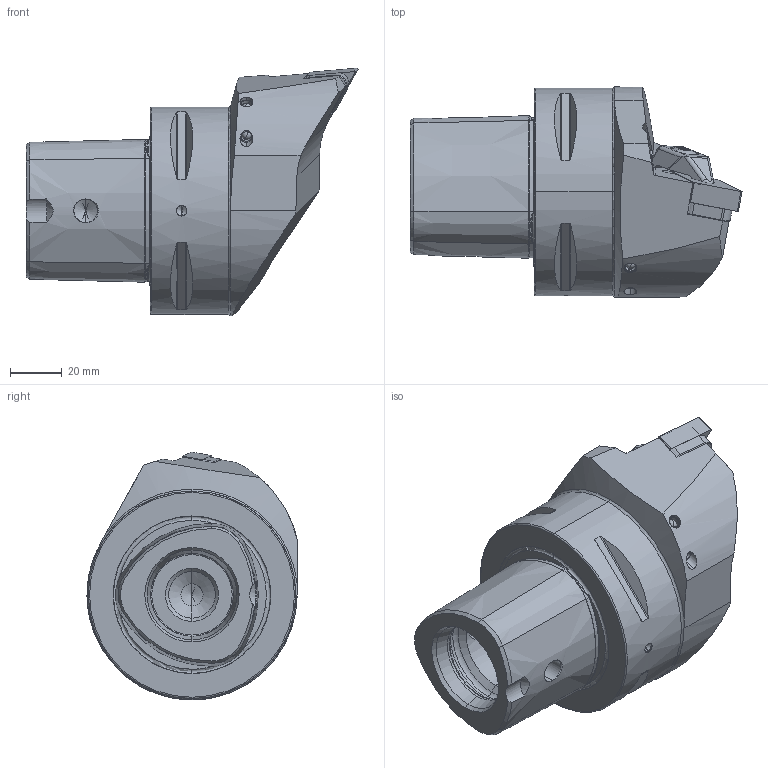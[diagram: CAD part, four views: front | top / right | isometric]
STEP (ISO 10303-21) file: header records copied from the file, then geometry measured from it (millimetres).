
FILE_DESCRIPTION (( 'STEP AP203' ), '1' );
FILE_NAME ('PS8-KDX.LXA.080.STEP', '2018-06-25T08:34:37', ( 'SwiAdmin' ), ( '' ), 'SwSTEP 2.0', 'SolidWorks 2017', '' );
FILE_SCHEMA (( 'CONFIG_CONTROL_DESIGN' ));
Length unit declared in the file: millimetre
Products named in the file (10): Feder; WCC-ER2.001.010_A; Bratze komplett; DNMG190704; KVT_MB_600_050; PS8-KDX.LXA.080_A; Bratze; Spannschraube; PS8-KDX.LXA.080; WDX-ER2.101.003_A
Assembly tree (10 placements, depth 3):
  PS8-KDX.LXA.080
    PS8-KDX.LXA.080_A
    DNMG190704
    KVT_MB_600_050  x2
    WDX-ER2.101.003_A
    WCC-ER2.001.010_A
    Bratze komplett
      Bratze
      Spannschraube
      Feder
Bounding box: 128.01 x 81 x 95.51 mm (x, y, z)
Volume: 353799.7 mm3; surface area: 49046.1 mm2
Topology: 12 solids, 12 shells, 470 faces, 1136 edges, 678 vertices
Faces by surface type: cylinder 159, cone 130, plane 117, torus 50, sphere 8, bspline 6
Entity records: 16768 total; most frequent: CARTESIAN_POINT 5690, DIRECTION 2149, ORIENTED_EDGE 2088, EDGE_CURVE 1044, AXIS2_PLACEMENT_3D 858, VERTEX_POINT 639, EDGE_LOOP 465, FACE_OUTER_BOUND 438
